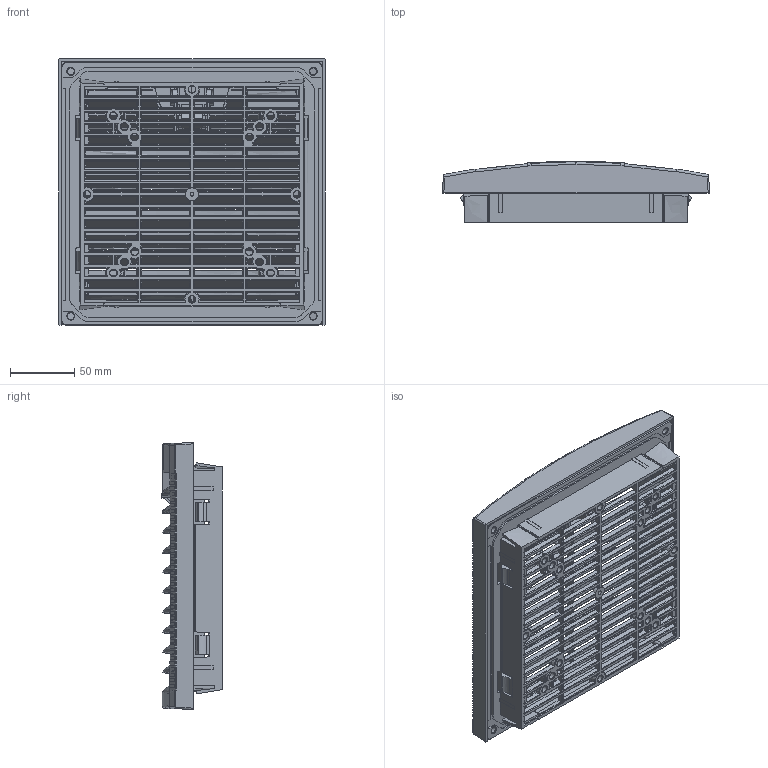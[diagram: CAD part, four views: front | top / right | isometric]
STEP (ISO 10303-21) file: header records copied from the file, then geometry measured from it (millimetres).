
FILE_DESCRIPTION(('FreeCAD Model'),'2;1');
FILE_NAME('LFGH172.stp', '2020-03-12T09:09:41',('Author'),(''), 'Open CASCADE STEP processor 7.3','FreeCAD','Unknown');
FILE_SCHEMA(('AUTOMOTIVE_DESIGN { 1 0 10303 214 1 1 1 1 }'));
Length unit declared in the file: millimetre
Products named in the file (3): Latch; Frame_Base; Grille
Bounding box: 207 x 47.3 x 207 mm (x, y, z)
Volume: 278519.4 mm3; surface area: 313241.2 mm2
Topology: 4 solids, 5 shells, 3166 faces, 17432 edges, 40288 vertices
Faces by surface type: plane 1502, cylinder 787, bspline 648, cone 229
Entity records: 511018 total; most frequent: CARTESIAN_POINT 306560, DIRECTION 21726, B_SPLINE_CURVE_WITH_KNOTS 17885, ORIENTED_EDGE 17454, PCURVE 17454, DEFINITIONAL_REPRESENTATION 17454, LINE 14874, VECTOR 14874
